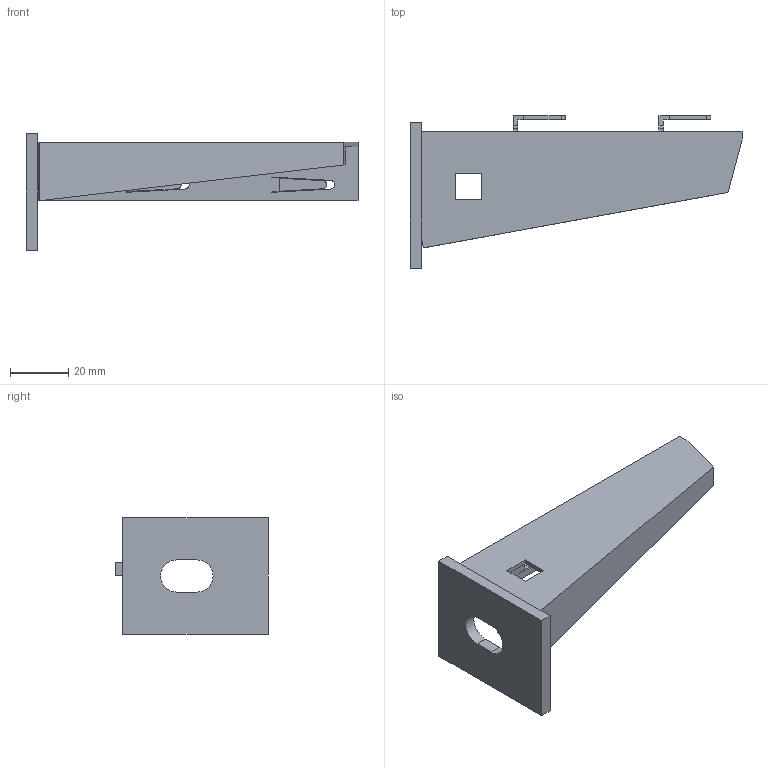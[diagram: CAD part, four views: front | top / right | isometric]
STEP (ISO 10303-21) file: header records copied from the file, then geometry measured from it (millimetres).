
FILE_DESCRIPTION (( 'STEP AP214' ), '1' );
FILE_NAME ('6420625.STEP', '2021-02-03T13:11:37', ( '' ), ( '' ), 'SwSTEP 2.0', 'SolidWorks 2020', '' );
FILE_SCHEMA (( 'AUTOMOTIVE_DESIGN' ));
Length unit declared in the file: millimetre
Products named in the file (3): 6420625; KTS 04.020-031_50x40x4; KTS 04.019-140_AWG 15 11
Assembly tree (2 placements, depth 2):
  6420625
    KTS 04.020-031_50x40x4
    KTS 04.019-140_AWG 15 11
Bounding box: 114 x 52.43 x 40 mm (x, y, z)
Volume: 17147.8 mm3; surface area: 18535.7 mm2
Topology: 2 solids, 2 shells, 66 faces, 186 edges, 124 vertices
Faces by surface type: plane 48, cylinder 10, bspline 8
Entity records: 3264 total; most frequent: CARTESIAN_POINT 771, ORIENTED_EDGE 372, DIRECTION 300, EDGE_CURVE 186, VECTOR 134, LINE 134, VERTEX_POINT 124, AXIS2_PLACEMENT_3D 83
